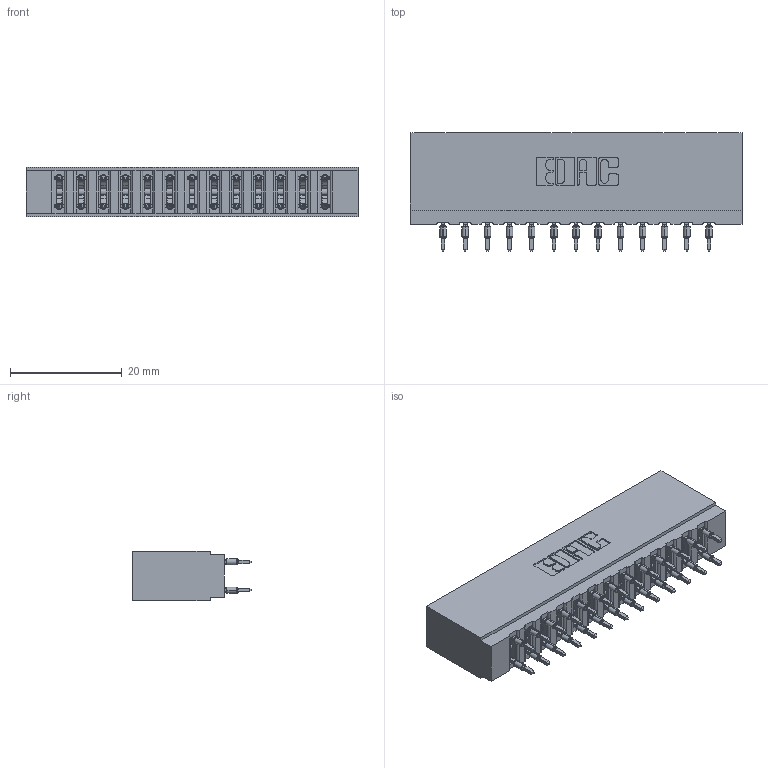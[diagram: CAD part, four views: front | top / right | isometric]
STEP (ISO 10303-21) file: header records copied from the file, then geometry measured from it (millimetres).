
FILE_DESCRIPTION (( 'STEP AP203' ), '1' );
FILE_NAME ('737-026-520-201.STEP', '2026-03-05T21:57:10', ( '' ), ( '' ), 'SwSTEP 2.0', 'SolidWorks 2023', '' );
FILE_SCHEMA (( 'CONFIG_CONTROL_DESIGN' ));
Length unit declared in the file: millimetre
Products named in the file (3): 737 Part_Insulator Option - 01; 737-026-520-201; 745-292-001_520
Assembly tree (27 placements, depth 2):
  737-026-520-201
    737 Part_Insulator Option - 01
    745-292-001_520  x26
Bounding box: 59.39 x 21.22 x 8.89 mm (x, y, z)
Volume: 5971 mm3; surface area: 8257.9 mm2
Topology: 27 solids, 27 shells, 2434 faces, 6547 edges, 4122 vertices
Faces by surface type: plane 1263, bspline 520, cylinder 495, torus 156
Entity records: 26241 total; most frequent: CARTESIAN_POINT 5067, ORIENTED_EDGE 4444, DIRECTION 3904, EDGE_CURVE 2222, VECTOR 1962, LINE 1962, VERTEX_POINT 1422, AXIS2_PLACEMENT_3D 971
